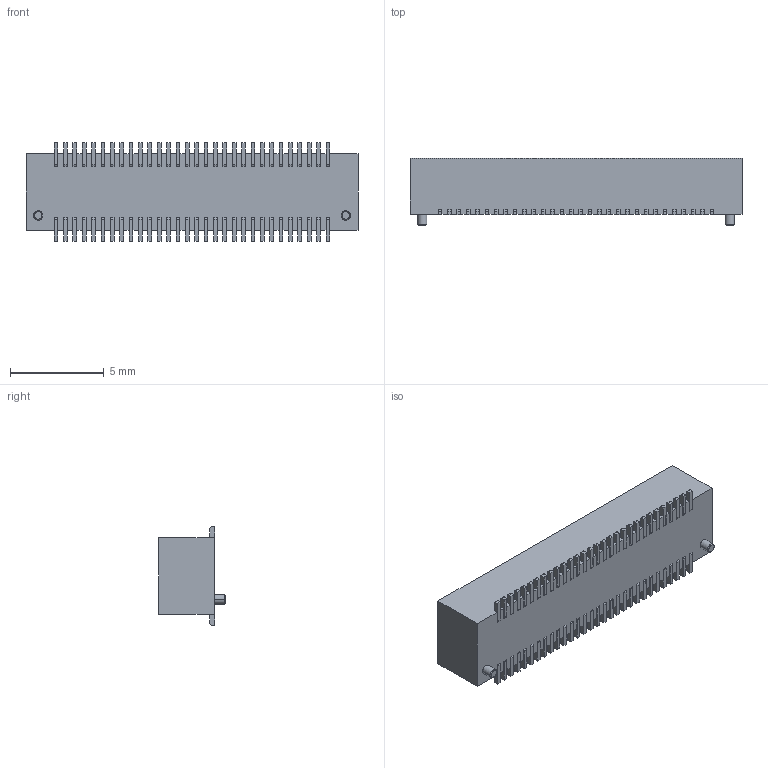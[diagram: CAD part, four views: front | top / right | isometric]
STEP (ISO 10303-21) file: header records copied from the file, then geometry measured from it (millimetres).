
FILE_DESCRIPTION( ('This file contains a STEP AP42 implementation' ,'as created by ZW3D STEP Interface translator.') ,'2;1' );
FILE_NAME( '3620-SXXX-030XXR01.stp' ,'23 313.204749', (''), ('ZWCAD Software Co.'), 'Version 1.0', 'ZW3D to STEP translator', '' );
FILE_SCHEMA(('AUTOMOTIVE_DESIGN { 1 0 10303 214 1 1 1 1 }'));
Length unit declared in the file: millimetre
Products named in the file (2): 0; 3620-SXXX-030XXR01
Bounding box: 17.7 x 3.57 x 5.25 mm (x, y, z)
Volume: 170.4 mm3; surface area: 469.7 mm2
Topology: 1 solids, 1 shells, 1583 faces, 4734 edges, 3157 vertices
Faces by surface type: plane 1093, cylinder 484, cone 6
Entity records: 54728 total; most frequent: CARTESIAN_POINT 9475, ORIENTED_EDGE 9468, DIRECTION 8878, EDGE_CURVE 4734, VECTOR 3758, LINE 3758, VERTEX_POINT 3157, AXIS2_PLACEMENT_3D 2560
